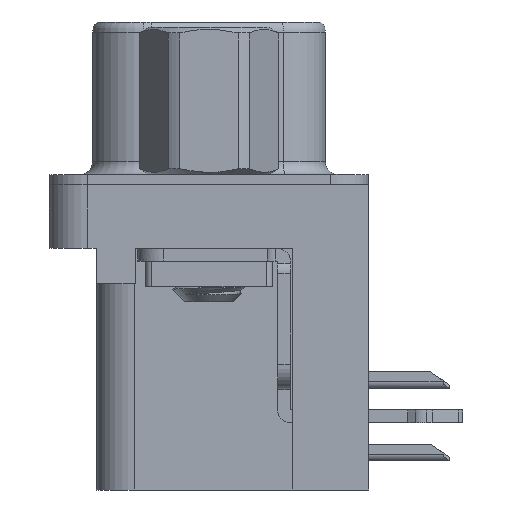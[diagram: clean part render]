
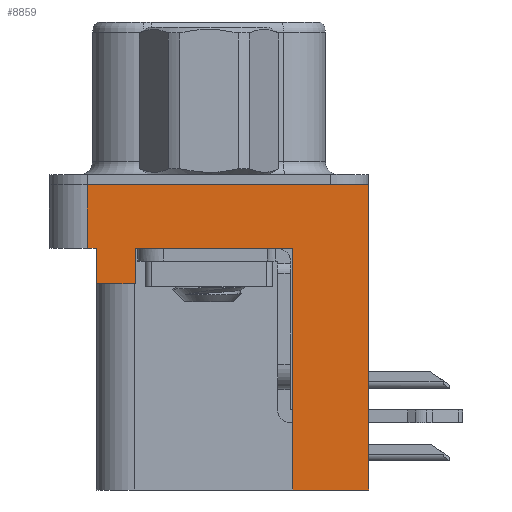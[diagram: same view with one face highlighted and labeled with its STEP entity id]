
A CAD part, left-side view. The second image highlights one B-rep face of the part: STEP entity #8859.
In plain terms, the highlighted planar face has unit normal (-1, 0, 0).
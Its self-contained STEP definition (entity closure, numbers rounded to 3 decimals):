
#475 = LINE ( 'NONE', #16714, #12998 ) ;
#747 = CARTESIAN_POINT ( 'NONE',  ( -2.91, 2.895, -3.9 ) ) ;
#1199 = LINE ( 'NONE', #8754, #6264 ) ;
#1351 = CARTESIAN_POINT ( 'NONE',  ( -2.91, 4.775, 0. ) ) ;
#1415 = ORIENTED_EDGE ( 'NONE', *, *, #20853, .T. ) ;
#2125 = DIRECTION ( 'NONE',  ( 0., 0., 1. ) ) ;
#2222 = ORIENTED_EDGE ( 'NONE', *, *, #15805, .T. ) ;
#2223 = CARTESIAN_POINT ( 'NONE',  ( -2.91, 4.425, -3.9 ) ) ;
#2401 = EDGE_CURVE ( 'NONE', #10429, #4038, #3528, .T. ) ;
#2598 = CARTESIAN_POINT ( 'NONE',  ( -2.91, -6.275, -2.5 ) ) ;
#2607 = VERTEX_POINT ( 'NONE', #2952 ) ;
#2705 = VECTOR ( 'NONE', #4436, 1000. ) ;
#2770 = FACE_OUTER_BOUND ( 'NONE', #15960, .T. ) ;
#2931 = CARTESIAN_POINT ( 'NONE',  ( -2.91, -6.275, 0. ) ) ;
#2952 = CARTESIAN_POINT ( 'NONE',  ( -2.91, 4.425, -3.9 ) ) ;
#3032 = LINE ( 'NONE', #10387, #13911 ) ;
#3195 = LINE ( 'NONE', #2598, #5306 ) ;
#3528 = LINE ( 'NONE', #16202, #13343 ) ;
#4038 = VERTEX_POINT ( 'NONE', #1351 ) ;
#4236 = EDGE_CURVE ( 'NONE', #7698, #11997, #16224, .T. ) ;
#4266 = DIRECTION ( 'NONE',  ( 0., 0., 1. ) ) ;
#4388 = LINE ( 'NONE', #9908, #7570 ) ;
#4436 = DIRECTION ( 'NONE',  ( 0., -1., 0. ) ) ;
#4503 = EDGE_CURVE ( 'NONE', #7698, #15298, #3195, .T. ) ;
#4597 = PLANE ( 'NONE',  #5133 ) ;
#4815 = DIRECTION ( 'NONE',  ( -1., 0., 0. ) ) ;
#5133 = AXIS2_PLACEMENT_3D ( 'NONE', #6310, #4815, #6388 ) ;
#5306 = VECTOR ( 'NONE', #16208, 1000. ) ;
#5316 = EDGE_CURVE ( 'NONE', #2607, #8889, #475, .T. ) ;
#5642 = CARTESIAN_POINT ( 'NONE',  ( -2.91, -3.295, -12. ) ) ;
#6221 = CARTESIAN_POINT ( 'NONE',  ( -2.91, 2.895, -3.9 ) ) ;
#6264 = VECTOR ( 'NONE', #2125, 1000. ) ;
#6310 = CARTESIAN_POINT ( 'NONE',  ( -2.91, -6.275, -2.5 ) ) ;
#6388 = DIRECTION ( 'NONE',  ( 0., 0., 1. ) ) ;
#6642 = VECTOR ( 'NONE', #10413, 1000. ) ;
#6884 = DIRECTION ( 'NONE',  ( 0., -1., 0. ) ) ;
#7199 = DIRECTION ( 'NONE',  ( 0., 1., 0. ) ) ;
#7466 = VERTEX_POINT ( 'NONE', #19054 ) ;
#7570 = VECTOR ( 'NONE', #8413, 1000. ) ;
#7698 = VERTEX_POINT ( 'NONE', #19633 ) ;
#8315 = CARTESIAN_POINT ( 'NONE',  ( -2.91, 4.775, -2.5 ) ) ;
#8413 = DIRECTION ( 'NONE',  ( 0., -1., 0. ) ) ;
#8657 = CARTESIAN_POINT ( 'NONE',  ( -2.91, -3.295, -2.5 ) ) ;
#8754 = CARTESIAN_POINT ( 'NONE',  ( -2.91, -3.295, -12. ) ) ;
#8827 = LINE ( 'NONE', #2931, #2705 ) ;
#8859 = ADVANCED_FACE ( 'NONE', ( #2770 ), #4597, .T. ) ;
#8889 = VERTEX_POINT ( 'NONE', #13131 ) ;
#8993 = ORIENTED_EDGE ( 'NONE', *, *, #17257, .F. ) ;
#9847 = CARTESIAN_POINT ( 'NONE',  ( -2.91, -3.295, -12. ) ) ;
#9908 = CARTESIAN_POINT ( 'NONE',  ( -2.91, -6.275, -2.5 ) ) ;
#10387 = CARTESIAN_POINT ( 'NONE',  ( -2.91, -6.275, -2.5 ) ) ;
#10413 = DIRECTION ( 'NONE',  ( 0., 1., 0. ) ) ;
#10429 = VERTEX_POINT ( 'NONE', #8315 ) ;
#10597 = ORIENTED_EDGE ( 'NONE', *, *, #17887, .T. ) ;
#10871 = VECTOR ( 'NONE', #7199, 1000. ) ;
#11178 = ORIENTED_EDGE ( 'NONE', *, *, #4503, .T. ) ;
#11477 = ORIENTED_EDGE ( 'NONE', *, *, #5316, .F. ) ;
#11551 = CARTESIAN_POINT ( 'NONE',  ( -2.91, -6.275, 0. ) ) ;
#11914 = VERTEX_POINT ( 'NONE', #6221 ) ;
#11997 = VERTEX_POINT ( 'NONE', #9847 ) ;
#12478 = LINE ( 'NONE', #747, #13772 ) ;
#12501 = ORIENTED_EDGE ( 'NONE', *, *, #4236, .F. ) ;
#12998 = VECTOR ( 'NONE', #16857, 1000. ) ;
#13131 = CARTESIAN_POINT ( 'NONE',  ( -2.91, 4.425, -2.5 ) ) ;
#13343 = VECTOR ( 'NONE', #21408, 1000. ) ;
#13772 = VECTOR ( 'NONE', #4266, 1000. ) ;
#13911 = VECTOR ( 'NONE', #6884, 1000. ) ;
#14877 = EDGE_CURVE ( 'NONE', #11997, #15574, #1199, .T. ) ;
#15298 = VERTEX_POINT ( 'NONE', #11551 ) ;
#15387 = LINE ( 'NONE', #2223, #10871 ) ;
#15447 = ORIENTED_EDGE ( 'NONE', *, *, #14877, .F. ) ;
#15574 = VERTEX_POINT ( 'NONE', #8657 ) ;
#15805 = EDGE_CURVE ( 'NONE', #10429, #8889, #3032, .T. ) ;
#15960 = EDGE_LOOP ( 'NONE', ( #8993, #18937, #2222, #11477, #18236, #10597, #1415, #15447, #12501, #11178 ) ) ;
#16202 = CARTESIAN_POINT ( 'NONE',  ( -2.91, 4.775, -2.5 ) ) ;
#16208 = DIRECTION ( 'NONE',  ( 0., 0., 1. ) ) ;
#16224 = LINE ( 'NONE', #5642, #6642 ) ;
#16714 = CARTESIAN_POINT ( 'NONE',  ( -2.91, 4.425, -3.9 ) ) ;
#16857 = DIRECTION ( 'NONE',  ( 0., 0., 1. ) ) ;
#17257 = EDGE_CURVE ( 'NONE', #4038, #15298, #8827, .T. ) ;
#17887 = EDGE_CURVE ( 'NONE', #11914, #7466, #12478, .T. ) ;
#18236 = ORIENTED_EDGE ( 'NONE', *, *, #18470, .F. ) ;
#18470 = EDGE_CURVE ( 'NONE', #11914, #2607, #15387, .T. ) ;
#18937 = ORIENTED_EDGE ( 'NONE', *, *, #2401, .F. ) ;
#19054 = CARTESIAN_POINT ( 'NONE',  ( -2.91, 2.895, -2.5 ) ) ;
#19633 = CARTESIAN_POINT ( 'NONE',  ( -2.91, -6.275, -12. ) ) ;
#20853 = EDGE_CURVE ( 'NONE', #7466, #15574, #4388, .T. ) ;
#21408 = DIRECTION ( 'NONE',  ( 0., 0., 1. ) ) ;
